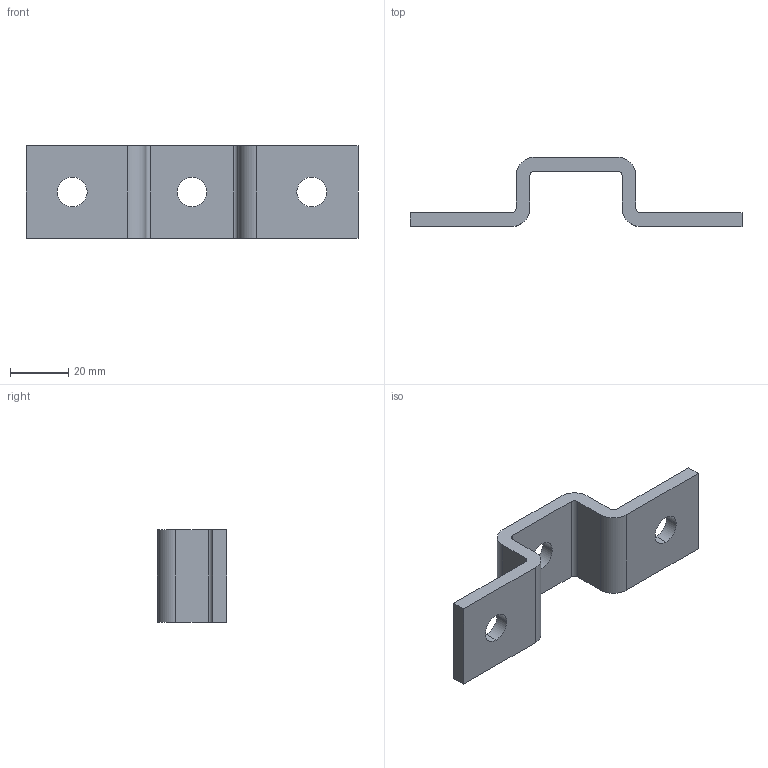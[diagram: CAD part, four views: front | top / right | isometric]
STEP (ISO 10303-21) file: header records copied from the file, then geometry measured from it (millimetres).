
FILE_DESCRIPTION(('TurboCAD Mac Pro'),'Build 980');
FILE_NAME('A3347.stp',' ',(''),(''),'ACIS Interop','IMSI','TurboCAD Mac Pro BY IMSI, INCORPORATED');
FILE_SCHEMA(('automotive_design'));
Length unit declared in the file: inch
Products named in the file (2): 1; 2
Bounding box: 114.3 x 23.81 x 31.75 mm (x, y, z)
Volume: 20819.8 mm3; surface area: 10895.5 mm2
Topology: 1 solids, 1 shells, 34 faces, 96 edges, 64 vertices
Faces by surface type: bspline 20, plane 14
Entity records: 1774 total; most frequent: CARTESIAN_POINT 500, ORIENTED_EDGE 192, DIRECTION 100, EDGE_CURVE 96, LINE 68, VECTOR 68, VERTEX_POINT 64, STYLED_ITEM 55
